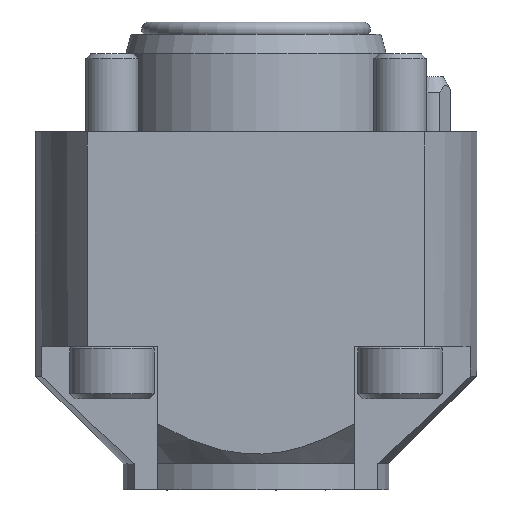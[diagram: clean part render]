
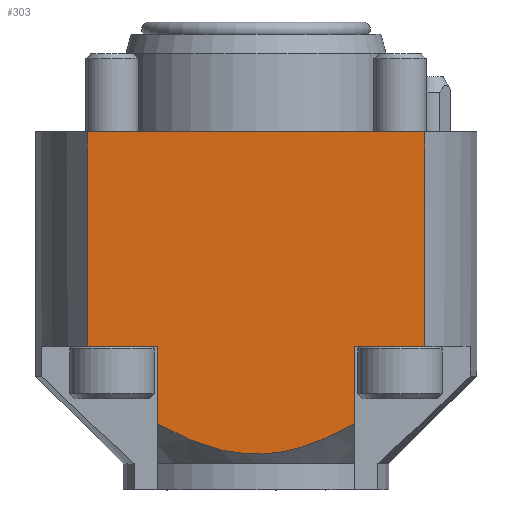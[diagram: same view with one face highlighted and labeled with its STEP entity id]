
A CAD part, left-side view. The second image highlights one B-rep face of the part: STEP entity #303.
In plain terms, the highlighted planar face has unit normal (-1, 0, 0).
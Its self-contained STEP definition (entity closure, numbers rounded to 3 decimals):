
#39=LINE('',#1901,#95);
#61=LINE('',#1985,#117);
#62=LINE('',#1987,#118);
#63=LINE('',#1989,#119);
#64=LINE('',#1991,#120);
#65=LINE('',#1993,#121);
#66=LINE('',#1995,#122);
#95=VECTOR('',#1317,1.);
#117=VECTOR('',#1367,1.);
#118=VECTOR('',#1368,1.);
#119=VECTOR('',#1369,1.);
#120=VECTOR('',#1370,1.);
#121=VECTOR('',#1371,1.);
#122=VECTOR('',#1372,1.);
#277=B_SPLINE_CURVE_WITH_KNOTS('',3,(#1946,#1947,#1948,#1949,#1950,#1951,
#1952,#1953,#1954,#1955),.UNSPECIFIED.,.F.,.F.,(4,2,2,2,4),(0.,0.25,0.5,
0.75,1.),.UNSPECIFIED.);
#303=ADVANCED_FACE('',(#403),#363,.F.);
#363=PLANE('',#1177);
#403=FACE_OUTER_BOUND('',#450,.T.);
#450=EDGE_LOOP('',(#635,#636,#637,#638,#639,#640,#641,#642));
#635=ORIENTED_EDGE('',*,*,#982,.F.);
#636=ORIENTED_EDGE('',*,*,#983,.T.);
#637=ORIENTED_EDGE('',*,*,#984,.T.);
#638=ORIENTED_EDGE('',*,*,#985,.T.);
#639=ORIENTED_EDGE('',*,*,#986,.F.);
#640=ORIENTED_EDGE('',*,*,#987,.T.);
#641=ORIENTED_EDGE('',*,*,#950,.F.);
#642=ORIENTED_EDGE('',*,*,#970,.T.);
#840=VERTEX_POINT('',#1902);
#841=VERTEX_POINT('',#1903);
#853=VERTEX_POINT('',#1945);
#862=VERTEX_POINT('',#1986);
#863=VERTEX_POINT('',#1988);
#864=VERTEX_POINT('',#1990);
#865=VERTEX_POINT('',#1992);
#866=VERTEX_POINT('',#1994);
#950=EDGE_CURVE('',#840,#841,#39,.T.);
#970=EDGE_CURVE('',#840,#853,#277,.T.);
#982=EDGE_CURVE('',#862,#853,#61,.T.);
#983=EDGE_CURVE('',#862,#863,#62,.T.);
#984=EDGE_CURVE('',#863,#864,#63,.T.);
#985=EDGE_CURVE('',#864,#865,#64,.T.);
#986=EDGE_CURVE('',#866,#865,#65,.T.);
#987=EDGE_CURVE('',#866,#841,#66,.T.);
#1177=AXIS2_PLACEMENT_3D('',#1996,#1373,#1374);
#1317=DIRECTION('',(0.,0.,1.));
#1367=DIRECTION('',(0.,0.,-1.));
#1368=DIRECTION('',(0.,-1.,0.));
#1369=DIRECTION('',(0.,0.,1.));
#1370=DIRECTION('',(0.,1.,0.));
#1371=DIRECTION('',(0.,0.,1.));
#1372=DIRECTION('',(0.,-1.,0.));
#1373=DIRECTION('',(1.,0.,0.));
#1374=DIRECTION('',(0.,-1.,0.));
#1901=CARTESIAN_POINT('',(-22.,15.117,0.097));
#1902=CARTESIAN_POINT('',(-22.,15.117,-44.807));
#1903=CARTESIAN_POINT('',(-22.,15.117,-33.));
#1945=CARTESIAN_POINT('',(-22.,-15.117,-44.807));
#1946=CARTESIAN_POINT('',(-22.,15.117,-44.807));
#1947=CARTESIAN_POINT('',(-22.,12.787,-46.126));
#1948=CARTESIAN_POINT('',(-22.,10.392,-47.285));
#1949=CARTESIAN_POINT('',(-22.,5.349,-48.984));
#1950=CARTESIAN_POINT('',(-22.,2.674,-49.498));
#1951=CARTESIAN_POINT('',(-22.,-2.642,-49.502));
#1952=CARTESIAN_POINT('',(-22.,-5.323,-48.99));
#1953=CARTESIAN_POINT('',(-22.,-10.358,-47.3));
#1954=CARTESIAN_POINT('',(-22.,-12.783,-46.128));
#1955=CARTESIAN_POINT('',(-22.,-15.117,-44.807));
#1985=CARTESIAN_POINT('',(-22.,-15.117,0.097));
#1986=CARTESIAN_POINT('',(-22.,-15.117,-33.));
#1987=CARTESIAN_POINT('',(-22.,-118.345,-33.));
#1988=CARTESIAN_POINT('',(-22.,-25.923,-33.));
#1989=CARTESIAN_POINT('',(-22.,-25.923,-55.));
#1990=CARTESIAN_POINT('',(-22.,-25.923,0.));
#1991=CARTESIAN_POINT('',(-22.,-34.,0.));
#1992=CARTESIAN_POINT('',(-22.,25.923,0.));
#1993=CARTESIAN_POINT('',(-22.,25.923,-55.));
#1994=CARTESIAN_POINT('',(-22.,25.923,-33.));
#1995=CARTESIAN_POINT('',(-22.,-118.345,-33.));
#1996=CARTESIAN_POINT('',(-22.,-118.345,0.097));
